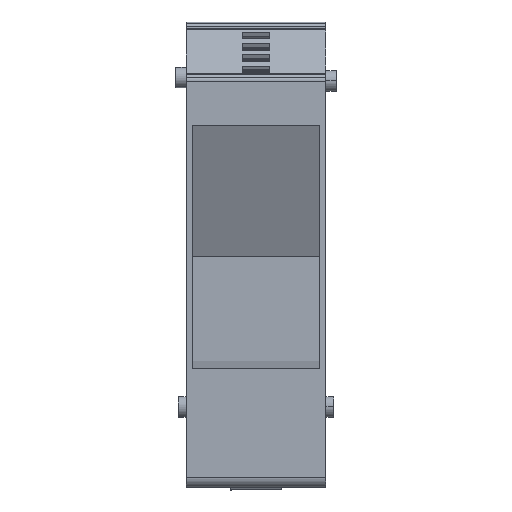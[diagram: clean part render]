
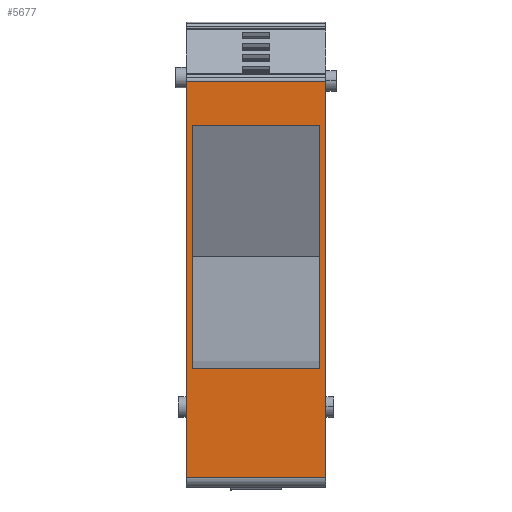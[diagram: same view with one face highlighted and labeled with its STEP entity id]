
A CAD part, front view. The second image highlights one B-rep face of the part: STEP entity #5677.
In plain terms, the highlighted planar face has unit normal (0, -1, 0).
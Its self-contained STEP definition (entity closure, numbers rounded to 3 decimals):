
#5644=AXIS2_PLACEMENT_3D('Plane Axis2P3D',#5641,#5642,#5643) ;
#3802=CARTESIAN_POINT('Vertex',(3.2,0.,70.448)) ;
#3805=CARTESIAN_POINT('Line Origine',(3.2,0.,46.994)) ;
#3809=CARTESIAN_POINT('Vertex',(3.2,0.,23.539)) ;
#3829=CARTESIAN_POINT('Line Origine',(15.5,0.,23.539)) ;
#3833=CARTESIAN_POINT('Vertex',(27.8,0.,23.539)) ;
#3848=CARTESIAN_POINT('Line Origine',(27.8,0.,46.994)) ;
#3852=CARTESIAN_POINT('Vertex',(27.8,0.,70.448)) ;
#3872=CARTESIAN_POINT('Line Origine',(15.5,0.,70.448)) ;
#5615=CARTESIAN_POINT('Line Origine',(22.25,0.,2.45)) ;
#5619=CARTESIAN_POINT('Vertex',(29.,0.,2.45)) ;
#5621=CARTESIAN_POINT('Vertex',(2.,0.,2.45)) ;
#5641=CARTESIAN_POINT('Axis2P3D Location',(15.5,0.,79.036)) ;
#5646=CARTESIAN_POINT('Line Origine',(15.5,0.,79.036)) ;
#5650=CARTESIAN_POINT('Vertex',(2.,0.,79.036)) ;
#5652=CARTESIAN_POINT('Vertex',(29.,0.,79.036)) ;
#5655=CARTESIAN_POINT('Line Origine',(2.,0.,40.743)) ;
#5660=CARTESIAN_POINT('Line Origine',(29.,0.,40.743)) ;
#3806=DIRECTION('Vector Direction',(0.,0.,1.)) ;
#3830=DIRECTION('Vector Direction',(-1.,0.,0.)) ;
#3849=DIRECTION('Vector Direction',(0.,0.,-1.)) ;
#3873=DIRECTION('Vector Direction',(-1.,0.,0.)) ;
#5616=DIRECTION('Vector Direction',(1.,0.,0.)) ;
#5642=DIRECTION('Axis2P3D Direction',(0.,-1.,0.)) ;
#5643=DIRECTION('Axis2P3D XDirection',(0.,0.,-1.)) ;
#5647=DIRECTION('Vector Direction',(1.,0.,0.)) ;
#5656=DIRECTION('Vector Direction',(0.,0.,-1.)) ;
#5661=DIRECTION('Vector Direction',(0.,0.,1.)) ;
#3807=VECTOR('Line Direction',#3806,1.) ;
#3831=VECTOR('Line Direction',#3830,1.) ;
#3850=VECTOR('Line Direction',#3849,1.) ;
#3874=VECTOR('Line Direction',#3873,1.) ;
#5617=VECTOR('Line Direction',#5616,1.) ;
#5648=VECTOR('Line Direction',#5647,1.) ;
#5657=VECTOR('Line Direction',#5656,1.) ;
#5662=VECTOR('Line Direction',#5661,1.) ;
#5666=ORIENTED_EDGE('',*,*,#5654,.F.) ;
#5667=ORIENTED_EDGE('',*,*,#5659,.F.) ;
#5668=ORIENTED_EDGE('',*,*,#5623,.F.) ;
#5669=ORIENTED_EDGE('',*,*,#5664,.F.) ;
#5672=ORIENTED_EDGE('',*,*,#3876,.F.) ;
#5673=ORIENTED_EDGE('',*,*,#3854,.T.) ;
#5674=ORIENTED_EDGE('',*,*,#3835,.T.) ;
#5675=ORIENTED_EDGE('',*,*,#3811,.T.) ;
#5676=FACE_BOUND('',#5671,.T.) ;
#5677=ADVANCED_FACE('KLTR',(#5670,#5676),#5645,.T.) ;
#3811=EDGE_CURVE('',#3810,#3803,#3808,.T.) ;
#3835=EDGE_CURVE('',#3834,#3810,#3832,.T.) ;
#3854=EDGE_CURVE('',#3853,#3834,#3851,.T.) ;
#3876=EDGE_CURVE('',#3853,#3803,#3875,.T.) ;
#5623=EDGE_CURVE('',#5620,#5622,#5618,.F.) ;
#5654=EDGE_CURVE('',#5651,#5653,#5649,.T.) ;
#5659=EDGE_CURVE('',#5622,#5651,#5658,.F.) ;
#5664=EDGE_CURVE('',#5653,#5620,#5663,.F.) ;
#5665=EDGE_LOOP('',(#5666,#5667,#5668,#5669)) ;
#5671=EDGE_LOOP('',(#5672,#5673,#5674,#5675)) ;
#5670=FACE_OUTER_BOUND('',#5665,.T.) ;
#3808=LINE('Line',#3805,#3807) ;
#3832=LINE('Line',#3829,#3831) ;
#3851=LINE('Line',#3848,#3850) ;
#3875=LINE('Line',#3872,#3874) ;
#5618=LINE('Line',#5615,#5617) ;
#5649=LINE('Line',#5646,#5648) ;
#5658=LINE('Line',#5655,#5657) ;
#5663=LINE('Line',#5660,#5662) ;
#5645=PLANE('',#5644) ;
#3803=VERTEX_POINT('',#3802) ;
#3810=VERTEX_POINT('',#3809) ;
#3834=VERTEX_POINT('',#3833) ;
#3853=VERTEX_POINT('',#3852) ;
#5620=VERTEX_POINT('',#5619) ;
#5622=VERTEX_POINT('',#5621) ;
#5651=VERTEX_POINT('',#5650) ;
#5653=VERTEX_POINT('',#5652) ;
